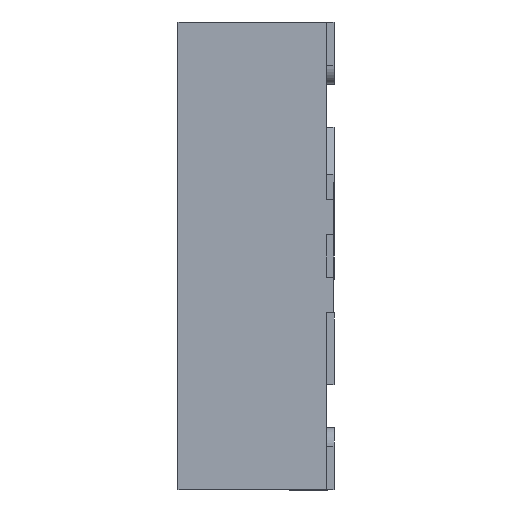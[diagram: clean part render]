
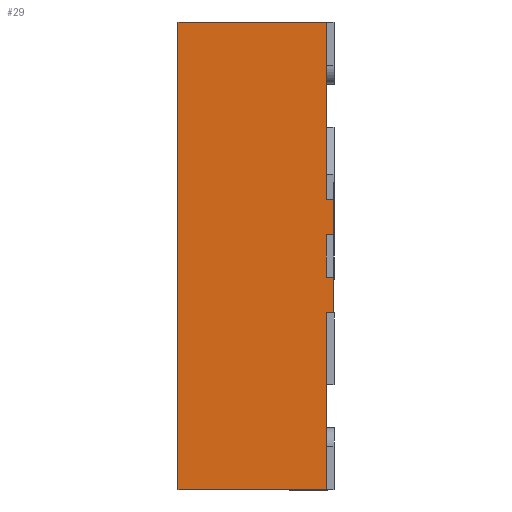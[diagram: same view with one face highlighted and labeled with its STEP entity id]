
A CAD part, left-side view. The second image highlights one B-rep face of the part: STEP entity #29.
In plain terms, the highlighted planar face has unit normal (-1, 0, 0).
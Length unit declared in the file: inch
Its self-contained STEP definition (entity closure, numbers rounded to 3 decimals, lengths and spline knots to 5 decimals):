
#4 = DIRECTION ( 'NONE',  ( 0., 0., 1. ) ) ;
#26 = EDGE_CURVE ( 'NONE', #1946, #1129, #181, .T. ) ;
#27 = EDGE_CURVE ( 'NONE', #106, #1946, #208, .T. ) ;
#29 = ADVANCED_FACE ( 'NONE', ( #2072 ), #262, .F. ) ;
#82 = DIRECTION ( 'NONE',  ( 0., 1., 0. ) ) ;
#106 = VERTEX_POINT ( 'NONE', #1830 ) ;
#116 = ORIENTED_EDGE ( 'NONE', *, *, #1768, .T. ) ;
#138 = CARTESIAN_POINT ( 'NONE',  ( -0.05906, -0.00197, -0.05906 ) ) ;
#157 = EDGE_CURVE ( 'NONE', #1476, #1347, #1828, .T. ) ;
#174 = CARTESIAN_POINT ( 'NONE',  ( -0.05906, 0., 0.00531 ) ) ;
#181 = LINE ( 'NONE', #2160, #749 ) ;
#194 = CARTESIAN_POINT ( 'NONE',  ( -0.05906, 0.0374, 0.05906 ) ) ;
#208 = LINE ( 'NONE', #753, #484 ) ;
#213 = VECTOR ( 'NONE', #4, 39.37008 ) ;
#223 = EDGE_CURVE ( 'NONE', #1476, #1268, #1985, .T. ) ;
#231 = CARTESIAN_POINT ( 'NONE',  ( -0.05906, 0., 0. ) ) ;
#262 = PLANE ( 'NONE',  #1992 ) ;
#265 = CARTESIAN_POINT ( 'NONE',  ( -0.05906, -0.00197, 0.05906 ) ) ;
#300 = DIRECTION ( 'NONE',  ( 0., -1., 0. ) ) ;
#319 = DIRECTION ( 'NONE',  ( 0., 1., 0. ) ) ;
#329 = CARTESIAN_POINT ( 'NONE',  ( -0.05906, 0., -0.00531 ) ) ;
#330 = VECTOR ( 'NONE', #1663, 39.37008 ) ;
#369 = VERTEX_POINT ( 'NONE', #545 ) ;
#394 = EDGE_CURVE ( 'NONE', #369, #2226, #1944, .T. ) ;
#412 = ORIENTED_EDGE ( 'NONE', *, *, #223, .F. ) ;
#449 = CARTESIAN_POINT ( 'NONE',  ( -0.05906, 0., 0.05906 ) ) ;
#459 = ORIENTED_EDGE ( 'NONE', *, *, #2221, .T. ) ;
#484 = VECTOR ( 'NONE', #82, 39.37008 ) ;
#486 = CARTESIAN_POINT ( 'NONE',  ( -0.05906, 0., -0.00531 ) ) ;
#539 = CARTESIAN_POINT ( 'NONE',  ( -0.05906, 0., 0.01437 ) ) ;
#545 = CARTESIAN_POINT ( 'NONE',  ( -0.05906, 0., 0.01437 ) ) ;
#576 = EDGE_CURVE ( 'NONE', #1447, #1076, #1723, .T. ) ;
#581 = VECTOR ( 'NONE', #319, 39.37008 ) ;
#617 = DIRECTION ( 'NONE',  ( 0., 0., -1. ) ) ;
#627 = EDGE_CURVE ( 'NONE', #2043, #369, #1804, .T. ) ;
#654 = LINE ( 'NONE', #486, #2147 ) ;
#733 = CARTESIAN_POINT ( 'NONE',  ( -0.05906, 0., 0.05906 ) ) ;
#735 = LINE ( 'NONE', #138, #2057 ) ;
#749 = VECTOR ( 'NONE', #1966, 39.37008 ) ;
#753 = CARTESIAN_POINT ( 'NONE',  ( -0.05906, -0.00197, -0.01437 ) ) ;
#793 = DIRECTION ( 'NONE',  ( 0., 0., 1. ) ) ;
#836 = CARTESIAN_POINT ( 'NONE',  ( -0.05906, 0.0374, 0.05906 ) ) ;
#904 = CARTESIAN_POINT ( 'NONE',  ( -0.05906, 0.0374, -0.05906 ) ) ;
#941 = EDGE_CURVE ( 'NONE', #1268, #1237, #654, .T. ) ;
#990 = ORIENTED_EDGE ( 'NONE', *, *, #941, .F. ) ;
#998 = ORIENTED_EDGE ( 'NONE', *, *, #1363, .T. ) ;
#1010 = LINE ( 'NONE', #836, #581 ) ;
#1018 = DIRECTION ( 'NONE',  ( 0., -1., 0. ) ) ;
#1076 = VERTEX_POINT ( 'NONE', #904 ) ;
#1115 = CARTESIAN_POINT ( 'NONE',  ( -0.05906, -0.00197, 0.01437 ) ) ;
#1129 = VERTEX_POINT ( 'NONE', #1439 ) ;
#1136 = VECTOR ( 'NONE', #1685, 39.37008 ) ;
#1192 = CARTESIAN_POINT ( 'NONE',  ( -0.05906, -0.00197, -0.00531 ) ) ;
#1220 = DIRECTION ( 'NONE',  ( 0., -1., 0. ) ) ;
#1235 = VECTOR ( 'NONE', #793, 39.37008 ) ;
#1237 = VERTEX_POINT ( 'NONE', #1192 ) ;
#1268 = VERTEX_POINT ( 'NONE', #329 ) ;
#1277 = CARTESIAN_POINT ( 'NONE',  ( -0.05906, 0.0374, -0.05906 ) ) ;
#1347 = VERTEX_POINT ( 'NONE', #1372 ) ;
#1363 = EDGE_CURVE ( 'NONE', #1076, #1129, #735, .T. ) ;
#1372 = CARTESIAN_POINT ( 'NONE',  ( -0.05906, -0.00197, 0.00531 ) ) ;
#1381 = VECTOR ( 'NONE', #300, 39.37008 ) ;
#1397 = ORIENTED_EDGE ( 'NONE', *, *, #394, .F. ) ;
#1426 = DIRECTION ( 'NONE',  ( 0., -1., 0. ) ) ;
#1439 = CARTESIAN_POINT ( 'NONE',  ( -0.05906, 0., -0.05906 ) ) ;
#1447 = VERTEX_POINT ( 'NONE', #194 ) ;
#1463 = EDGE_CURVE ( 'NONE', #1347, #2226, #1945, .T. ) ;
#1476 = VERTEX_POINT ( 'NONE', #174 ) ;
#1541 = VECTOR ( 'NONE', #1220, 39.37008 ) ;
#1551 = ORIENTED_EDGE ( 'NONE', *, *, #576, .T. ) ;
#1573 = CARTESIAN_POINT ( 'NONE',  ( -0.05906, 0., -0.01437 ) ) ;
#1623 = ORIENTED_EDGE ( 'NONE', *, *, #157, .T. ) ;
#1663 = DIRECTION ( 'NONE',  ( 0., 0., -1. ) ) ;
#1685 = DIRECTION ( 'NONE',  ( 0., 0., -1. ) ) ;
#1696 = CARTESIAN_POINT ( 'NONE',  ( -0.05906, 0., 0.00531 ) ) ;
#1723 = LINE ( 'NONE', #1277, #1833 ) ;
#1746 = ORIENTED_EDGE ( 'NONE', *, *, #1463, .T. ) ;
#1768 = EDGE_CURVE ( 'NONE', #2043, #1447, #1010, .T. ) ;
#1773 = DIRECTION ( 'NONE',  ( 0., 0., -1. ) ) ;
#1775 = ORIENTED_EDGE ( 'NONE', *, *, #27, .F. ) ;
#1804 = LINE ( 'NONE', #449, #330 ) ;
#1828 = LINE ( 'NONE', #2173, #1381 ) ;
#1830 = CARTESIAN_POINT ( 'NONE',  ( -0.05906, -0.00197, -0.01437 ) ) ;
#1833 = VECTOR ( 'NONE', #1773, 39.37008 ) ;
#1891 = CARTESIAN_POINT ( 'NONE',  ( -0.05906, -0.00197, 0.05906 ) ) ;
#1944 = LINE ( 'NONE', #539, #1541 ) ;
#1945 = LINE ( 'NONE', #1891, #213 ) ;
#1946 = VERTEX_POINT ( 'NONE', #1573 ) ;
#1966 = DIRECTION ( 'NONE',  ( 0., 0., -1. ) ) ;
#1985 = LINE ( 'NONE', #1696, #1136 ) ;
#1992 = AXIS2_PLACEMENT_3D ( 'NONE', #231, #2145, #617 ) ;
#2043 = VERTEX_POINT ( 'NONE', #733 ) ;
#2057 = VECTOR ( 'NONE', #1018, 39.37008 ) ;
#2072 = FACE_OUTER_BOUND ( 'NONE', #2196, .T. ) ;
#2092 = ORIENTED_EDGE ( 'NONE', *, *, #26, .F. ) ;
#2145 = DIRECTION ( 'NONE',  ( 1., 0., 0. ) ) ;
#2147 = VECTOR ( 'NONE', #1426, 39.37008 ) ;
#2160 = CARTESIAN_POINT ( 'NONE',  ( -0.05906, 0., -0.01437 ) ) ;
#2173 = CARTESIAN_POINT ( 'NONE',  ( -0.05906, 0., 0.00531 ) ) ;
#2184 = ORIENTED_EDGE ( 'NONE', *, *, #627, .F. ) ;
#2192 = LINE ( 'NONE', #265, #1235 ) ;
#2196 = EDGE_LOOP ( 'NONE', ( #998, #2092, #1775, #459, #990, #412, #1623, #1746, #1397, #2184, #116, #1551 ) ) ;
#2221 = EDGE_CURVE ( 'NONE', #106, #1237, #2192, .T. ) ;
#2226 = VERTEX_POINT ( 'NONE', #1115 ) ;
